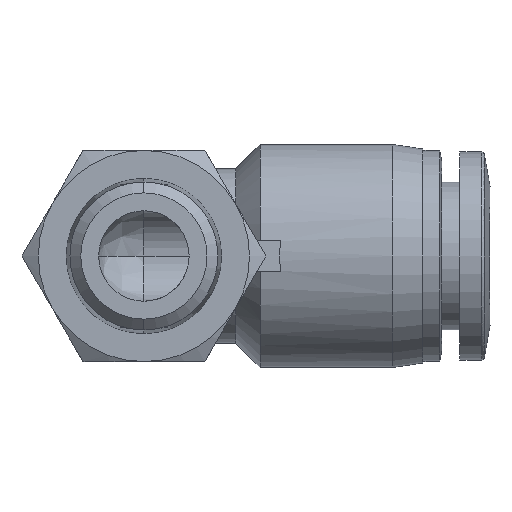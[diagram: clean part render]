
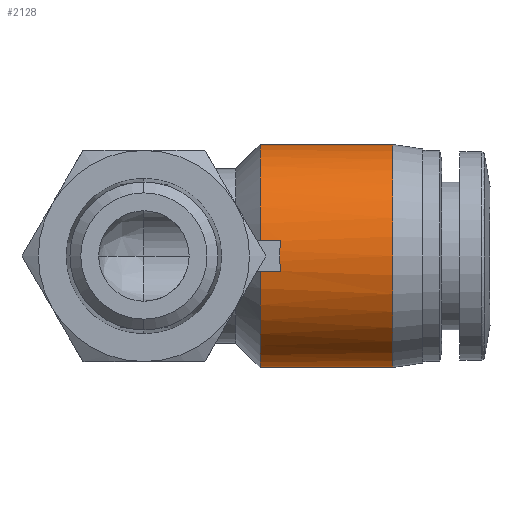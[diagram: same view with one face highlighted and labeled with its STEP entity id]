
A CAD part, front view. The second image highlights one B-rep face of the part: STEP entity #2128.
In plain terms, the highlighted cylindrical face has radius 7.4 mm (diameter 14.8 mm), a partial arc.
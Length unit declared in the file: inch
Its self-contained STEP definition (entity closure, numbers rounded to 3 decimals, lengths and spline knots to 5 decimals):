
#80 = DIRECTION ( 'NONE',  ( 0., 0., -1. ) ) ;
#155 = CIRCLE ( 'NONE', #1584, 0.29134 ) ;
#209 = ORIENTED_EDGE ( 'NONE', *, *, #2732, .T. ) ;
#219 =( BOUNDED_CURVE ( )  B_SPLINE_CURVE ( 3, ( #1643, #1862, #491, #2064 ),
 .UNSPECIFIED., .F., .F. ) 
 B_SPLINE_CURVE_WITH_KNOTS ( ( 4, 4 ),
 ( 3.00604, 3.27714 ),
 .UNSPECIFIED. ) 
 CURVE ( )  GEOMETRIC_REPRESENTATION_ITEM ( )  RATIONAL_B_SPLINE_CURVE ( ( 1., 0.994, 0.994, 1. ) ) 
 REPRESENTATION_ITEM ( '' )  );
#306 = CARTESIAN_POINT ( 'NONE',  ( 0.47638, 0.59055, 0. ) ) ;
#319 = DIRECTION ( 'NONE',  ( -1., 0., 0. ) ) ;
#389 = VERTEX_POINT ( 'NONE', #878 ) ;
#391 = VERTEX_POINT ( 'NONE', #895 ) ;
#491 = CARTESIAN_POINT ( 'NONE',  ( 0.35343, 0.29832, 0.0132 ) ) ;
#495 = VERTEX_POINT ( 'NONE', #1603 ) ;
#551 = DIRECTION ( 'NONE',  ( -1., 0., 0. ) ) ;
#575 = ORIENTED_EDGE ( 'NONE', *, *, #2123, .F. ) ;
#618 = DIRECTION ( 'NONE',  ( -1., 0., 0. ) ) ;
#627 = DIRECTION ( 'NONE',  ( 1., 0., 0. ) ) ;
#633 = LINE ( 'NONE', #2140, #1975 ) ;
#704 = CYLINDRICAL_SURFACE ( 'NONE', #2017, 0.29134 ) ;
#772 = FACE_OUTER_BOUND ( 'NONE', #2102, .T. ) ;
#878 = CARTESIAN_POINT ( 'NONE',  ( 0.357, 0.30188, -0.03937 ) ) ;
#895 = CARTESIAN_POINT ( 'NONE',  ( 0.357, 0.30188, 0.03937 ) ) ;
#915 = CARTESIAN_POINT ( 'NONE',  ( 0.64961, 0.59055, 0. ) ) ;
#923 = ORIENTED_EDGE ( 'NONE', *, *, #2143, .F. ) ;
#954 = CARTESIAN_POINT ( 'NONE',  ( 0.30315, 0.59055, 0. ) ) ;
#1157 = DIRECTION ( 'NONE',  ( 0., 0., -1. ) ) ;
#1182 = ORIENTED_EDGE ( 'NONE', *, *, #2173, .F. ) ;
#1197 = DIRECTION ( 'NONE',  ( 0., 1., 0. ) ) ;
#1380 = LINE ( 'NONE', #2464, #1909 ) ;
#1398 = CARTESIAN_POINT ( 'NONE',  ( 0.64961, 0.59055, 0.29134 ) ) ;
#1463 = CARTESIAN_POINT ( 'NONE',  ( 0.30315, 0.59055, -0.29134 ) ) ;
#1565 = AXIS2_PLACEMENT_3D ( 'NONE', #915, #2404, #1157 ) ;
#1584 = AXIS2_PLACEMENT_3D ( 'NONE', #1913, #551, #2118 ) ;
#1603 = CARTESIAN_POINT ( 'NONE',  ( 0.30315, 0.30188, -0.03937 ) ) ;
#1643 = CARTESIAN_POINT ( 'NONE',  ( 0.357, 0.30188, -0.03937 ) ) ;
#1719 = DIRECTION ( 'NONE',  ( 1., 0., 0. ) ) ;
#1723 = EDGE_CURVE ( 'NONE', #389, #495, #2605, .T. ) ;
#1736 = ORIENTED_EDGE ( 'NONE', *, *, #2000, .F. ) ;
#1749 = ORIENTED_EDGE ( 'NONE', *, *, #2375, .F. ) ;
#1760 = EDGE_CURVE ( 'NONE', #2122, #1867, #2485, .T. ) ;
#1784 = VERTEX_POINT ( 'NONE', #2174 ) ;
#1785 = CARTESIAN_POINT ( 'NONE',  ( 0.64961, 0.59055, -0.29134 ) ) ;
#1862 = CARTESIAN_POINT ( 'NONE',  ( 0.35343, 0.29832, -0.0132 ) ) ;
#1867 = VERTEX_POINT ( 'NONE', #1785 ) ;
#1909 = VECTOR ( 'NONE', #319, 39.37008 ) ;
#1913 = CARTESIAN_POINT ( 'NONE',  ( 0.30315, 0.59055, 0. ) ) ;
#1967 = AXIS2_PLACEMENT_3D ( 'NONE', #954, #2434, #1197 ) ;
#1969 = CARTESIAN_POINT ( 'NONE',  ( 0.30088, 0.30188, -0.03937 ) ) ;
#1975 = VECTOR ( 'NONE', #1719, 39.37008 ) ;
#1993 = VERTEX_POINT ( 'NONE', #1398 ) ;
#2000 = EDGE_CURVE ( 'NONE', #389, #391, #219, .T. ) ;
#2011 = VECTOR ( 'NONE', #627, 39.37008 ) ;
#2017 = AXIS2_PLACEMENT_3D ( 'NONE', #306, #2460, #80 ) ;
#2064 = CARTESIAN_POINT ( 'NONE',  ( 0.357, 0.30188, 0.03937 ) ) ;
#2077 = CARTESIAN_POINT ( 'NONE',  ( 0.30315, 0.59055, 0.29134 ) ) ;
#2102 = EDGE_LOOP ( 'NONE', ( #1182, #1749, #923, #1736, #2339, #575, #2588, #209 ) ) ;
#2118 = DIRECTION ( 'NONE',  ( 0., 1., 0. ) ) ;
#2122 = VERTEX_POINT ( 'NONE', #1463 ) ;
#2123 = EDGE_CURVE ( 'NONE', #2122, #495, #155, .T. ) ;
#2128 = ADVANCED_FACE ( 'NONE', ( #772 ), #704, .T. ) ;
#2135 = CIRCLE ( 'NONE', #1967, 0.29134 ) ;
#2140 = CARTESIAN_POINT ( 'NONE',  ( 0.47638, 0.59055, 0.29134 ) ) ;
#2143 = EDGE_CURVE ( 'NONE', #391, #1784, #1380, .T. ) ;
#2173 = EDGE_CURVE ( 'NONE', #2384, #1993, #633, .T. ) ;
#2174 = CARTESIAN_POINT ( 'NONE',  ( 0.30315, 0.30188, 0.03937 ) ) ;
#2252 = VECTOR ( 'NONE', #618, 39.37008 ) ;
#2339 = ORIENTED_EDGE ( 'NONE', *, *, #1723, .T. ) ;
#2352 = CIRCLE ( 'NONE', #1565, 0.29134 ) ;
#2375 = EDGE_CURVE ( 'NONE', #1784, #2384, #2135, .T. ) ;
#2384 = VERTEX_POINT ( 'NONE', #2077 ) ;
#2404 = DIRECTION ( 'NONE',  ( -1., 0., 0. ) ) ;
#2434 = DIRECTION ( 'NONE',  ( -1., 0., 0. ) ) ;
#2460 = DIRECTION ( 'NONE',  ( 1., 0., 0. ) ) ;
#2464 = CARTESIAN_POINT ( 'NONE',  ( 0.30088, 0.30188, 0.03937 ) ) ;
#2485 = LINE ( 'NONE', #2707, #2011 ) ;
#2588 = ORIENTED_EDGE ( 'NONE', *, *, #1760, .T. ) ;
#2605 = LINE ( 'NONE', #1969, #2252 ) ;
#2707 = CARTESIAN_POINT ( 'NONE',  ( 0.47638, 0.59055, -0.29134 ) ) ;
#2732 = EDGE_CURVE ( 'NONE', #1867, #1993, #2352, .T. ) ;
